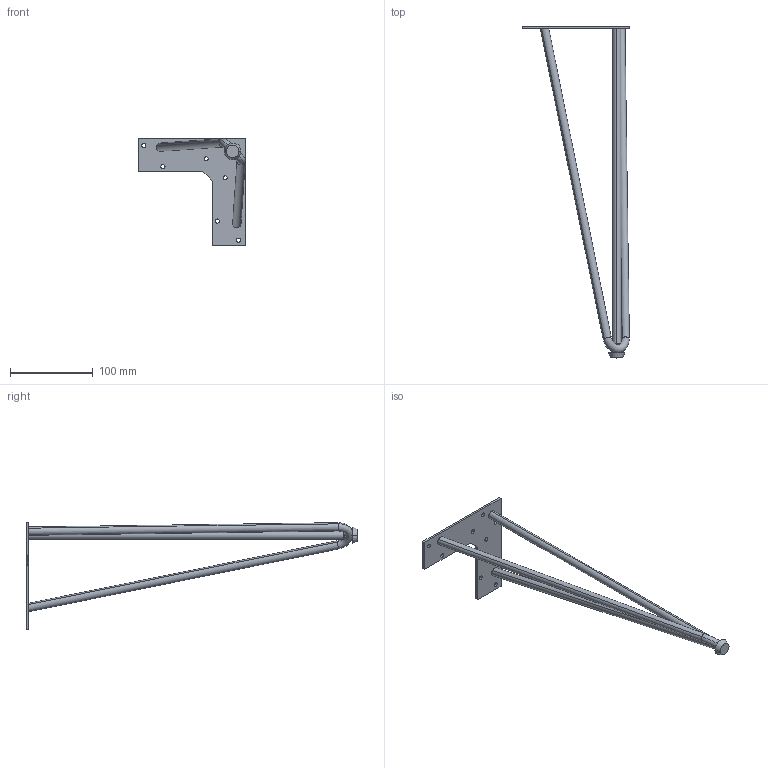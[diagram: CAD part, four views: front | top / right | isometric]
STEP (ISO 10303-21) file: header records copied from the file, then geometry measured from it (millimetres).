
FILE_DESCRIPTION (( 'STEP AP214' ), '1' );
FILE_NAME ('F002846_3D.step', '2022-10-10T15:15:54', ( '' ), ( '' ), 'SwSTEP 2.0', 'SolidWorks 2020', '' );
FILE_SCHEMA (( 'AUTOMOTIVE_DESIGN' ));
Length unit declared in the file: millimetre
Products named in the file (1): F002846_3D
Bounding box: 130 x 400 x 130 mm (x, y, z)
Volume: 121081.8 mm3; surface area: 57954.6 mm2
Topology: 4 solids, 4 shells, 44 faces, 101 edges, 66 vertices
Faces by surface type: cylinder 24, plane 16, torus 2, cone 2
Entity records: 1840 total; most frequent: DIRECTION 237, CARTESIAN_POINT 224, ORIENTED_EDGE 202, EDGE_CURVE 101, AXIS2_PLACEMENT_3D 95, VERTEX_POINT 66, EDGE_LOOP 61, CIRCLE 50
